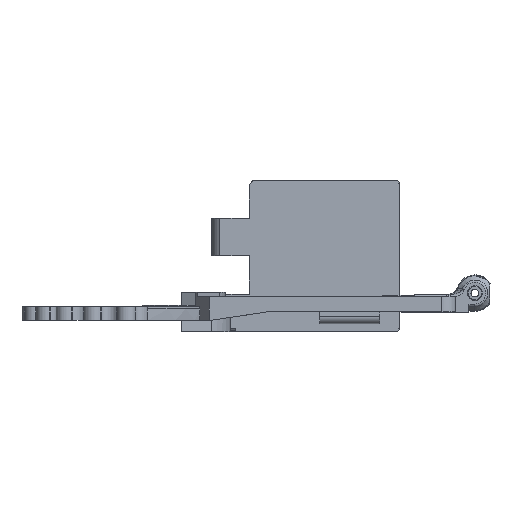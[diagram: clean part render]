
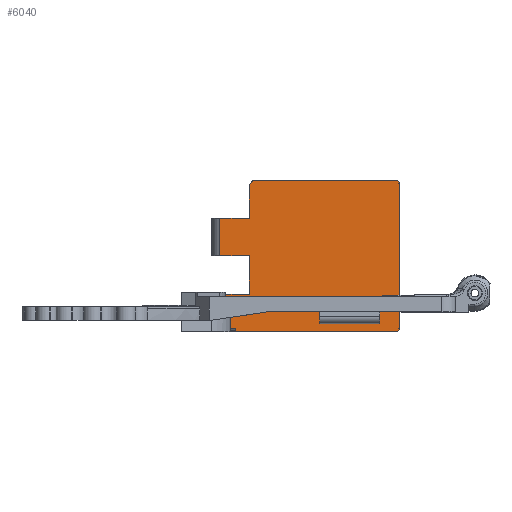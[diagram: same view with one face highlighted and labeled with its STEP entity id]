
A CAD part, front view. The second image highlights one B-rep face of the part: STEP entity #6040.
In plain terms, the highlighted face is planar.
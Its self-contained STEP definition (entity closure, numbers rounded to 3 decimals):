
#53=(
BOUNDED_CURVE()
B_SPLINE_CURVE(2,(#11337,#11338,#11339),.UNSPECIFIED.,.F.,.F.)
B_SPLINE_CURVE_WITH_KNOTS((3,3),(0.004,0.296),
 .UNSPECIFIED.)
CURVE()
GEOMETRIC_REPRESENTATION_ITEM()
RATIONAL_B_SPLINE_CURVE((1.002,1.073,1.073))
REPRESENTATION_ITEM('')
);
#163=B_SPLINE_CURVE_WITH_KNOTS('',3,(#11254,#11255,#11256,#11257,#11258,
#11259,#11260,#11261,#11262,#11263),.UNSPECIFIED.,.F.,.F.,(4,2,2,2,4),(0.836,
0.868,0.908,0.959,1.029),
 .UNSPECIFIED.);
#168=B_SPLINE_CURVE_WITH_KNOTS('',3,(#11297,#11298,#11299,#11300,#11301,
#11302,#11303,#11304,#11305,#11306),.UNSPECIFIED.,.F.,.F.,(4,2,2,2,4),(0.644,
0.714,0.765,0.804,0.836),
 .UNSPECIFIED.);
#169=B_SPLINE_CURVE_WITH_KNOTS('',3,(#11328,#11329,#11330,#11331,#11332,
#11333,#11334,#11335),.UNSPECIFIED.,.F.,.F.,(4,2,2,4),(-0.135,
-0.099,-0.058,0.),.UNSPECIFIED.);
#277=ELLIPSE('',#6532,2.54,1.981);
#625=FACE_OUTER_BOUND('',#967,.T.);
#967=EDGE_LOOP('',(#5260,#5261,#5262,#5263,#5264,#5265,#5266,#5267,#5268,
#5269,#5270,#5271,#5272,#5273,#5274,#5275,#5276));
#1645=LINE('',#11149,#2211);
#1656=LINE('',#11176,#2222);
#1675=LINE('',#11309,#2241);
#1676=LINE('',#11314,#2242);
#1677=LINE('',#11316,#2243);
#1678=LINE('',#11318,#2244);
#1679=LINE('',#11320,#2245);
#1680=LINE('',#11322,#2246);
#1681=LINE('',#11324,#2247);
#1682=LINE('',#11326,#2248);
#1683=LINE('',#11341,#2249);
#1684=LINE('',#11342,#2250);
#2211=VECTOR('',#7846,10.);
#2222=VECTOR('',#7865,10.);
#2241=VECTOR('',#7918,10.);
#2242=VECTOR('',#7923,10.);
#2243=VECTOR('',#7924,10.);
#2244=VECTOR('',#7925,10.);
#2245=VECTOR('',#7926,10.);
#2246=VECTOR('',#7927,10.);
#2247=VECTOR('',#7928,10.);
#2248=VECTOR('',#7929,10.);
#2249=VECTOR('',#7930,10.);
#2250=VECTOR('',#7931,10.);
#2770=VERTEX_POINT('',#11146);
#2771=VERTEX_POINT('',#11148);
#2782=VERTEX_POINT('',#11174);
#2783=VERTEX_POINT('',#11175);
#2809=VERTEX_POINT('',#11253);
#2816=VERTEX_POINT('',#11295);
#2817=VERTEX_POINT('',#11311);
#2818=VERTEX_POINT('',#11313);
#2819=VERTEX_POINT('',#11315);
#2820=VERTEX_POINT('',#11317);
#2821=VERTEX_POINT('',#11319);
#2822=VERTEX_POINT('',#11321);
#2823=VERTEX_POINT('',#11323);
#2824=VERTEX_POINT('',#11325);
#2825=VERTEX_POINT('',#11327);
#2826=VERTEX_POINT('',#11336);
#2827=VERTEX_POINT('',#11340);
#3597=EDGE_CURVE('',#2771,#2770,#1645,.T.);
#3610=EDGE_CURVE('',#2782,#2783,#1656,.T.);
#3639=EDGE_CURVE('',#2809,#2771,#163,.T.);
#3649=EDGE_CURVE('',#2783,#2816,#168,.T.);
#3651=EDGE_CURVE('',#2816,#2809,#1675,.T.);
#3652=EDGE_CURVE('',#2770,#2817,#277,.T.);
#3653=EDGE_CURVE('',#2817,#2818,#1676,.T.);
#3654=EDGE_CURVE('',#2818,#2819,#1677,.T.);
#3655=EDGE_CURVE('',#2819,#2820,#1678,.T.);
#3656=EDGE_CURVE('',#2820,#2821,#1679,.T.);
#3657=EDGE_CURVE('',#2821,#2822,#1680,.T.);
#3658=EDGE_CURVE('',#2822,#2823,#1681,.T.);
#3659=EDGE_CURVE('',#2823,#2824,#1682,.T.);
#3660=EDGE_CURVE('',#2824,#2825,#169,.T.);
#3661=EDGE_CURVE('',#2825,#2826,#53,.T.);
#3662=EDGE_CURVE('',#2826,#2827,#1683,.T.);
#3663=EDGE_CURVE('',#2827,#2782,#1684,.T.);
#5260=ORIENTED_EDGE('',*,*,#3597,.T.);
#5261=ORIENTED_EDGE('',*,*,#3652,.T.);
#5262=ORIENTED_EDGE('',*,*,#3653,.T.);
#5263=ORIENTED_EDGE('',*,*,#3654,.T.);
#5264=ORIENTED_EDGE('',*,*,#3655,.T.);
#5265=ORIENTED_EDGE('',*,*,#3656,.T.);
#5266=ORIENTED_EDGE('',*,*,#3657,.T.);
#5267=ORIENTED_EDGE('',*,*,#3658,.T.);
#5268=ORIENTED_EDGE('',*,*,#3659,.T.);
#5269=ORIENTED_EDGE('',*,*,#3660,.T.);
#5270=ORIENTED_EDGE('',*,*,#3661,.T.);
#5271=ORIENTED_EDGE('',*,*,#3662,.T.);
#5272=ORIENTED_EDGE('',*,*,#3663,.T.);
#5273=ORIENTED_EDGE('',*,*,#3610,.T.);
#5274=ORIENTED_EDGE('',*,*,#3649,.T.);
#5275=ORIENTED_EDGE('',*,*,#3651,.T.);
#5276=ORIENTED_EDGE('',*,*,#3639,.T.);
#5745=PLANE('',#6531);
#6040=ADVANCED_FACE('',(#625),#5745,.T.);
#6531=AXIS2_PLACEMENT_3D('',#11310,#7919,#7920);
#6532=AXIS2_PLACEMENT_3D('',#11312,#7921,#7922);
#7846=DIRECTION('',(0.,1.,0.));
#7865=DIRECTION('',(0.,-1.,0.));
#7918=DIRECTION('',(0.,0.,1.));
#7919=DIRECTION('center_axis',(-1.,0.,0.));
#7920=DIRECTION('ref_axis',(0.,0.,-1.));
#7921=DIRECTION('center_axis',(-1.,0.,0.));
#7922=DIRECTION('ref_axis',(0.,0.,1.));
#7923=DIRECTION('',(0.,0.,-1.));
#7924=DIRECTION('',(0.,1.,0.));
#7925=DIRECTION('',(0.,0.,-1.));
#7926=DIRECTION('',(0.,-1.,0.));
#7927=DIRECTION('',(0.,0.,-1.));
#7928=DIRECTION('',(0.,1.,0.));
#7929=DIRECTION('',(0.,0.,-1.));
#7930=DIRECTION('',(0.,-1.,0.));
#7931=DIRECTION('',(0.,0.,-1.));
#11146=CARTESIAN_POINT('',(-30.146,152.696,45.806));
#11148=CARTESIAN_POINT('',(-30.146,106.43,45.806));
#11149=CARTESIAN_POINT('',(-30.146,145.872,45.806));
#11174=CARTESIAN_POINT('',(-30.146,159.159,-4.486));
#11175=CARTESIAN_POINT('',(-30.146,106.43,-4.486));
#11176=CARTESIAN_POINT('',(-30.146,147.838,-4.486));
#11253=CARTESIAN_POINT('',(-30.146,104.872,44.806));
#11254=CARTESIAN_POINT('Ctrl Pts',(-30.146,104.872,44.806));
#11255=CARTESIAN_POINT('Ctrl Pts',(-30.146,104.872,44.913));
#11256=CARTESIAN_POINT('Ctrl Pts',(-30.146,104.904,45.038));
#11257=CARTESIAN_POINT('Ctrl Pts',(-30.146,105.011,45.25));
#11258=CARTESIAN_POINT('Ctrl Pts',(-30.146,105.115,45.368));
#11259=CARTESIAN_POINT('Ctrl Pts',(-30.146,105.351,45.556));
#11260=CARTESIAN_POINT('Ctrl Pts',(-30.146,105.535,45.646));
#11261=CARTESIAN_POINT('Ctrl Pts',(-30.146,105.919,45.77));
#11262=CARTESIAN_POINT('Ctrl Pts',(-30.146,106.197,45.806));
#11263=CARTESIAN_POINT('Ctrl Pts',(-30.146,106.43,45.806));
#11295=CARTESIAN_POINT('',(-30.146,104.872,-3.486));
#11297=CARTESIAN_POINT('Ctrl Pts',(-30.146,106.43,-4.486));
#11298=CARTESIAN_POINT('Ctrl Pts',(-30.146,106.197,-4.486));
#11299=CARTESIAN_POINT('Ctrl Pts',(-30.146,105.919,-4.451));
#11300=CARTESIAN_POINT('Ctrl Pts',(-30.146,105.535,-4.327));
#11301=CARTESIAN_POINT('Ctrl Pts',(-30.146,105.351,-4.237));
#11302=CARTESIAN_POINT('Ctrl Pts',(-30.146,105.115,-4.049));
#11303=CARTESIAN_POINT('Ctrl Pts',(-30.146,105.011,-3.931));
#11304=CARTESIAN_POINT('Ctrl Pts',(-30.146,104.904,-3.719));
#11305=CARTESIAN_POINT('Ctrl Pts',(-30.146,104.872,-3.594));
#11306=CARTESIAN_POINT('Ctrl Pts',(-30.146,104.872,-3.486));
#11309=CARTESIAN_POINT('',(-30.146,104.872,8.657));
#11310=CARTESIAN_POINT('Origin',(-30.146,136.067,20.66));
#11311=CARTESIAN_POINT('',(-30.146,154.677,43.266));
#11312=CARTESIAN_POINT('Origin',(-30.146,152.696,43.266));
#11313=CARTESIAN_POINT('',(-30.146,154.677,33.169));
#11314=CARTESIAN_POINT('',(-30.146,154.677,33.233));
#11315=CARTESIAN_POINT('',(-30.146,164.438,33.169));
#11316=CARTESIAN_POINT('',(-30.146,152.305,33.169));
#11317=CARTESIAN_POINT('',(-30.146,164.438,20.723));
#11318=CARTESIAN_POINT('',(-30.146,164.438,-4.486));
#11319=CARTESIAN_POINT('',(-30.146,154.677,20.723));
#11320=CARTESIAN_POINT('',(-30.146,145.872,20.723));
#11321=CARTESIAN_POINT('',(-30.146,154.677,8.023));
#11322=CARTESIAN_POINT('',(-30.146,154.677,20.66));
#11323=CARTESIAN_POINT('',(-30.146,164.438,8.023));
#11324=CARTESIAN_POINT('',(-30.146,152.305,8.023));
#11325=CARTESIAN_POINT('',(-30.146,164.438,-1.42));
#11326=CARTESIAN_POINT('',(-30.146,164.438,-4.486));
#11327=CARTESIAN_POINT('',(-30.146,163.877,-2.318));
#11328=CARTESIAN_POINT('Ctrl Pts',(-30.146,164.438,-1.42));
#11329=CARTESIAN_POINT('Ctrl Pts',(-30.146,164.438,-1.514));
#11330=CARTESIAN_POINT('Ctrl Pts',(-30.146,164.423,-1.607));
#11331=CARTESIAN_POINT('Ctrl Pts',(-30.146,164.362,-1.798));
#11332=CARTESIAN_POINT('Ctrl Pts',(-30.146,164.313,-1.892));
#11333=CARTESIAN_POINT('Ctrl Pts',(-30.146,164.164,-2.1));
#11334=CARTESIAN_POINT('Ctrl Pts',(-30.146,164.041,-2.217));
#11335=CARTESIAN_POINT('Ctrl Pts',(-30.146,163.877,-2.318));
#11336=CARTESIAN_POINT('',(-30.146,161.11,-3.228));
#11337=CARTESIAN_POINT('Ctrl Pts',(-30.146,163.877,-2.318));
#11338=CARTESIAN_POINT('Ctrl Pts',(-30.146,162.402,-3.228));
#11339=CARTESIAN_POINT('Ctrl Pts',(-30.146,161.11,-3.228));
#11340=CARTESIAN_POINT('',(-30.146,159.159,-3.228));
#11341=CARTESIAN_POINT('',(-30.146,149.088,-3.228));
#11342=CARTESIAN_POINT('',(-30.146,159.159,14.373));
